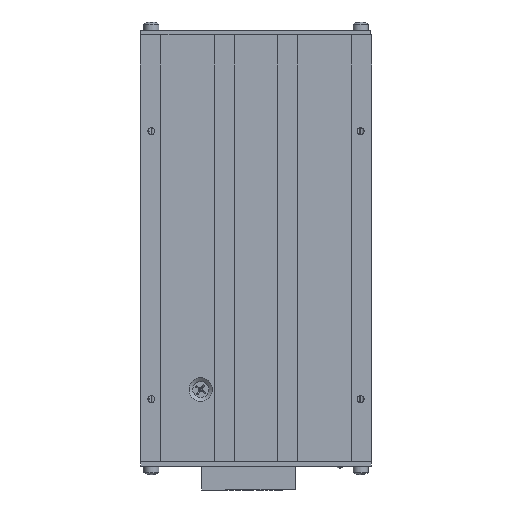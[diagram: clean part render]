
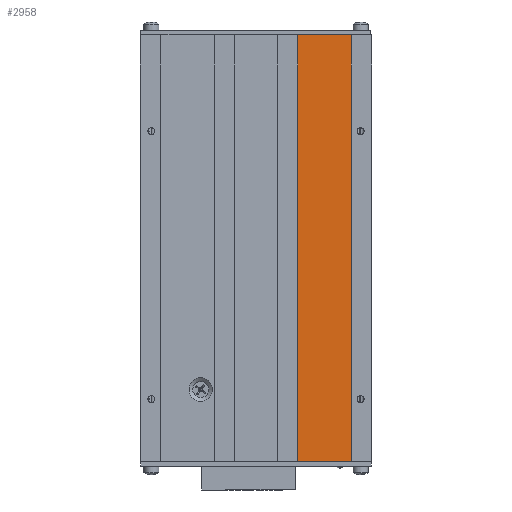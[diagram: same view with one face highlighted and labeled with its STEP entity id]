
A CAD part, front view. The second image highlights one B-rep face of the part: STEP entity #2958.
In plain terms, the highlighted planar face has unit normal (0, -1, 0).
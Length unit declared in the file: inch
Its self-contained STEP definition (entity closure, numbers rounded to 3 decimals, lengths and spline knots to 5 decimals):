
#2086=CARTESIAN_POINT('',(1.425,0.045,-6.375));
#2087=VERTEX_POINT('',#2086);
#2094=CARTESIAN_POINT('',(0.625,0.045,-6.375));
#2095=VERTEX_POINT('',#2094);
#2096=CARTESIAN_POINT('',(0.625,0.045,-6.375));
#2097=DIRECTION('',(1.0,0.0,0.0));
#2098=VECTOR('',#2097,0.8);
#2099=LINE('',#2096,#2098);
#2100=EDGE_CURVE('',#2095,#2087,#2099,.T.);
#2917=CARTESIAN_POINT('',(0.625,0.045,0.0));
#2918=VERTEX_POINT('',#2917);
#2919=CARTESIAN_POINT('',(0.625,0.045,0.0));
#2920=DIRECTION('',(0.0,0.0,-1.0));
#2921=VECTOR('',#2920,6.375);
#2922=LINE('',#2919,#2921);
#2923=EDGE_CURVE('',#2918,#2095,#2922,.T.);
#2935=CARTESIAN_POINT('',(0.625,0.045,0.0));
#2936=DIRECTION('',(0.0,-1.0,0.0));
#2937=DIRECTION('',(0.0,0.0,-1.0));
#2938=AXIS2_PLACEMENT_3D('',#2935,#2936,#2937);
#2939=PLANE('',#2938);
#2940=ORIENTED_EDGE('',*,*,#2100,.T.);
#2941=CARTESIAN_POINT('',(1.425,0.045,0.0));
#2942=VERTEX_POINT('',#2941);
#2943=CARTESIAN_POINT('',(1.425,0.045,0.0));
#2944=DIRECTION('',(0.0,0.0,-1.0));
#2945=VECTOR('',#2944,6.375);
#2946=LINE('',#2943,#2945);
#2947=EDGE_CURVE('',#2942,#2087,#2946,.T.);
#2948=ORIENTED_EDGE('',*,*,#2947,.F.);
#2949=CARTESIAN_POINT('',(0.625,0.045,0.0));
#2950=DIRECTION('',(1.0,0.0,0.0));
#2951=VECTOR('',#2950,0.8);
#2952=LINE('',#2949,#2951);
#2953=EDGE_CURVE('',#2918,#2942,#2952,.T.);
#2954=ORIENTED_EDGE('',*,*,#2953,.F.);
#2955=ORIENTED_EDGE('',*,*,#2923,.T.);
#2956=EDGE_LOOP('',(#2940,#2948,#2954,#2955));
#2957=FACE_OUTER_BOUND('',#2956,.T.);
#2958=ADVANCED_FACE('',(#2957),#2939,.T.);
